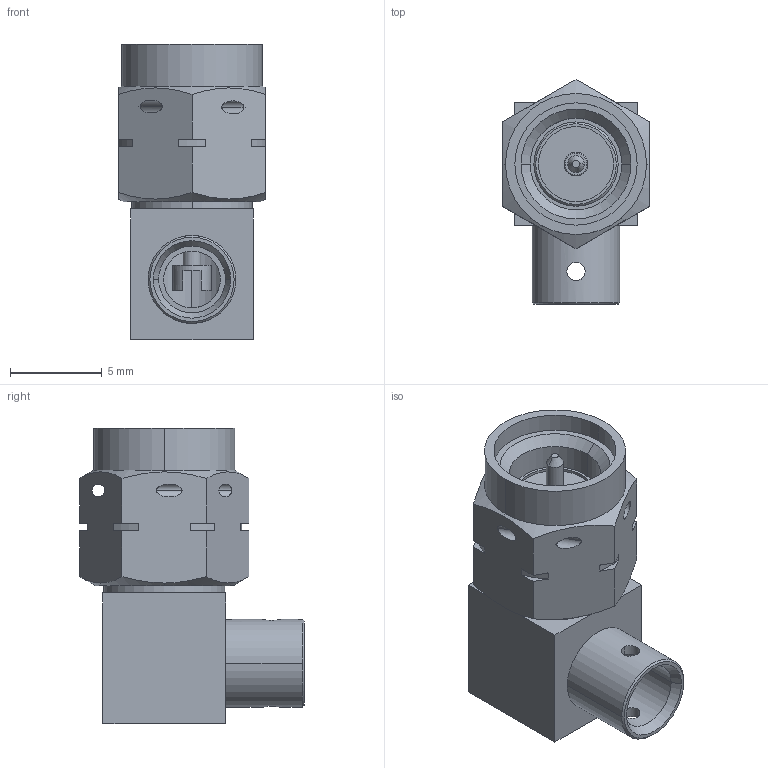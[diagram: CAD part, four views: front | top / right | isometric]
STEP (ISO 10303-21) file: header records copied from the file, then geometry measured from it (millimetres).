
FILE_DESCRIPTION (( 'STEP AP214' ), '1' );
FILE_NAME ('!ÔÈÌÄ.434521.008-11 Âèëêà êàáåëüíàÿ óãëîâàÿ.STEP', '2024-07-30T08:24:19', ( '' ), ( '' ), 'SwSTEP 2.0', 'SolidWorks 2018', '' );
FILE_SCHEMA (( 'AUTOMOTIVE_DESIGN' ));
Length unit declared in the file: millimetre
Products named in the file (1): !ÔÈÌÄ.434521.008-11 Âèëêà êàáåëüíàÿ óãëîâàÿ
Bounding box: 8 x 12.27 x 16.15 mm (x, y, z)
Volume: 629.8 mm3; surface area: 1065.4 mm2
Topology: 1 solids, 5 shells, 154 faces, 366 edges, 239 vertices
Faces by surface type: cylinder 68, plane 50, cone 22, sphere 14
Entity records: 4802 total; most frequent: CARTESIAN_POINT 1114, DIRECTION 780, ORIENTED_EDGE 732, EDGE_CURVE 366, AXIS2_PLACEMENT_3D 313, VERTEX_POINT 239, EDGE_LOOP 187, CIRCLE 158
